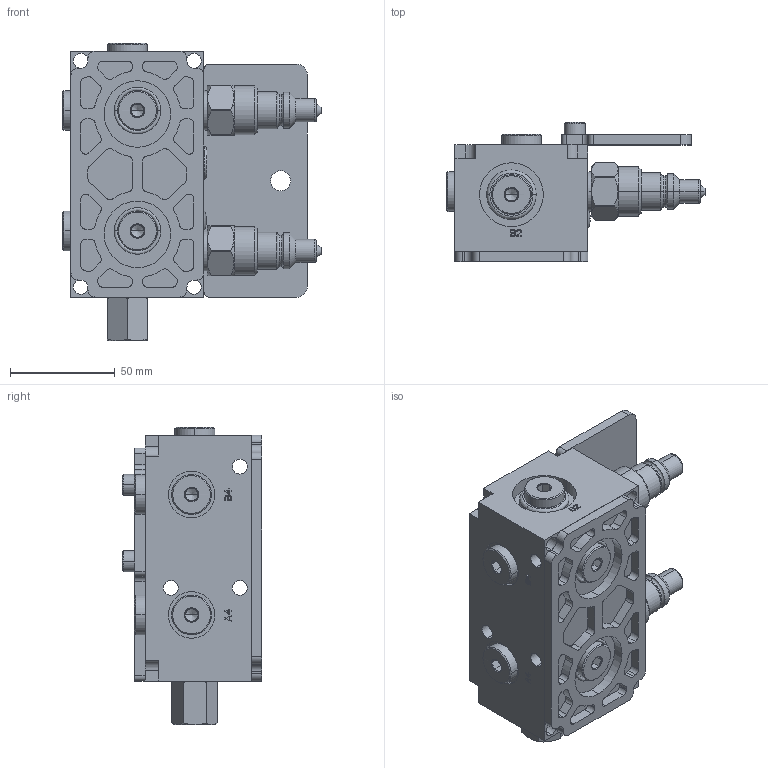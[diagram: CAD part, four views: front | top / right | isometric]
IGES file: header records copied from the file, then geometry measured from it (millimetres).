
Start section:  PTC IGES file: ilcm45600703.igs
Global section: file name: ilcm45600703.igs; native system: Pro/ENGINEER by Parametric Technology Corporation; preprocessor: 2007460; author: KR; organization: Unknown; date: 20100223.110011; units: millimetre
Bounding box: 123.18 x 66.47 x 141.95 mm (x, y, z)
Surface area: 88269.2 mm2 (no closed solid volume)
Topology: 0 solids, 0 shells, 1512 faces, 8188 edges, 8170 vertices
Faces by surface type: bspline 1053, revolution 396, extrusion 63
